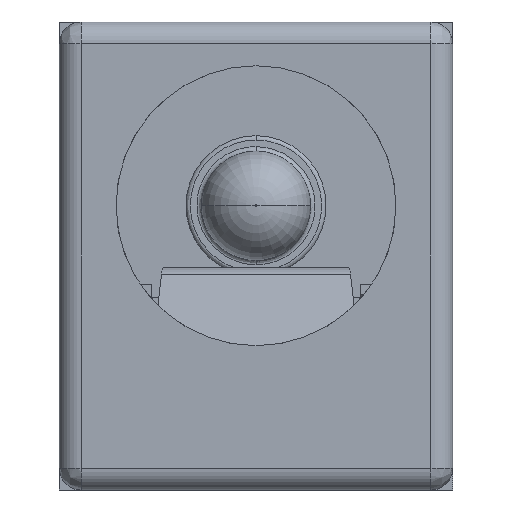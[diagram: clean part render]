
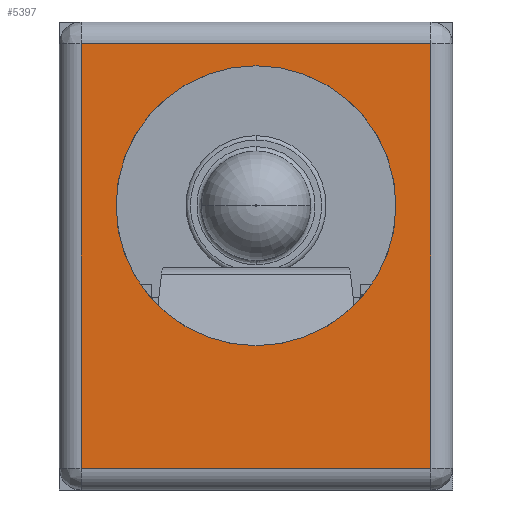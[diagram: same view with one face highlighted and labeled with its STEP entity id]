
A CAD part, front view. The second image highlights one B-rep face of the part: STEP entity #5397.
In plain terms, the highlighted planar face has unit normal (0, -1, 0).
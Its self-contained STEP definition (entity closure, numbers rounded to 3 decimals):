
#313 = VERTEX_POINT ( 'NONE', #5170 ) ;
#452 = CARTESIAN_POINT ( 'NONE',  ( 0., -3.5, 4.85 ) ) ;
#770 = CARTESIAN_POINT ( 'NONE',  ( 0., -3.5, 1.15 ) ) ;
#1330 = AXIS2_PLACEMENT_3D ( 'NONE', #2544, #8221, #4471 ) ;
#1423 = CARTESIAN_POINT ( 'NONE',  ( 4., -3.5, 4.85 ) ) ;
#1450 = DIRECTION ( 'NONE',  ( 0., 0., 1. ) ) ;
#1509 = EDGE_LOOP ( 'NONE', ( #7129, #2289, #4260, #5975 ) ) ;
#1612 = DIRECTION ( 'NONE',  ( 0., 1., 0. ) ) ;
#1639 = LINE ( 'NONE', #7448, #4998 ) ;
#1694 = AXIS2_PLACEMENT_3D ( 'NONE', #5400, #1612, #6032 ) ;
#1856 = EDGE_CURVE ( 'NONE', #313, #5982, #2635, .T. ) ;
#1915 = PLANE ( 'NONE',  #1330 ) ;
#2180 = VERTEX_POINT ( 'NONE', #5181 ) ;
#2212 = EDGE_CURVE ( 'NONE', #3898, #4090, #5284, .T. ) ;
#2289 = ORIENTED_EDGE ( 'NONE', *, *, #4548, .F. ) ;
#2544 = CARTESIAN_POINT ( 'NONE',  ( 0., -3.5, 0. ) ) ;
#2635 = LINE ( 'NONE', #8035, #5778 ) ;
#3125 = EDGE_LOOP ( 'NONE', ( #3614, #8170 ) ) ;
#3264 = CARTESIAN_POINT ( 'NONE',  ( 0., -3.5, -2.05 ) ) ;
#3614 = ORIENTED_EDGE ( 'NONE', *, *, #4159, .T. ) ;
#3699 = DIRECTION ( 'NONE',  ( 0., 0., 1. ) ) ;
#3898 = VERTEX_POINT ( 'NONE', #3264 ) ;
#3910 = VECTOR ( 'NONE', #4342, 1000. ) ;
#4090 = VERTEX_POINT ( 'NONE', #7828 ) ;
#4159 = EDGE_CURVE ( 'NONE', #4090, #3898, #5846, .T. ) ;
#4229 = FACE_OUTER_BOUND ( 'NONE', #1509, .T. ) ;
#4260 = ORIENTED_EDGE ( 'NONE', *, *, #7148, .F. ) ;
#4342 = DIRECTION ( 'NONE',  ( 1., 0., 0. ) ) ;
#4471 = DIRECTION ( 'NONE',  ( 0., 0., 1. ) ) ;
#4548 = EDGE_CURVE ( 'NONE', #7244, #313, #4955, .T. ) ;
#4955 = LINE ( 'NONE', #6607, #8092 ) ;
#4998 = VECTOR ( 'NONE', #3699, 1000. ) ;
#5170 = CARTESIAN_POINT ( 'NONE',  ( 4., -3.5, -4.85 ) ) ;
#5181 = CARTESIAN_POINT ( 'NONE',  ( -4., -3.5, 4.85 ) ) ;
#5238 = DIRECTION ( 'NONE',  ( 0., 1., 0. ) ) ;
#5284 = CIRCLE ( 'NONE', #6732, 3.2 ) ;
#5397 = ADVANCED_FACE ( 'NONE', ( #5899, #4229 ), #1915, .F. ) ;
#5400 = CARTESIAN_POINT ( 'NONE',  ( 0., -3.5, 1.15 ) ) ;
#5564 = LINE ( 'NONE', #452, #3910 ) ;
#5774 = EDGE_CURVE ( 'NONE', #5982, #2180, #1639, .T. ) ;
#5778 = VECTOR ( 'NONE', #6809, 1000. ) ;
#5846 = CIRCLE ( 'NONE', #1694, 3.2 ) ;
#5899 = FACE_BOUND ( 'NONE', #3125, .T. ) ;
#5975 = ORIENTED_EDGE ( 'NONE', *, *, #5774, .F. ) ;
#5982 = VERTEX_POINT ( 'NONE', #7016 ) ;
#6032 = DIRECTION ( 'NONE',  ( 0., 0., 1. ) ) ;
#6607 = CARTESIAN_POINT ( 'NONE',  ( 4., -3.5, 0. ) ) ;
#6732 = AXIS2_PLACEMENT_3D ( 'NONE', #770, #5238, #1450 ) ;
#6809 = DIRECTION ( 'NONE',  ( -1., 0., 0. ) ) ;
#7016 = CARTESIAN_POINT ( 'NONE',  ( -4., -3.5, -4.85 ) ) ;
#7129 = ORIENTED_EDGE ( 'NONE', *, *, #1856, .F. ) ;
#7148 = EDGE_CURVE ( 'NONE', #2180, #7244, #5564, .T. ) ;
#7244 = VERTEX_POINT ( 'NONE', #1423 ) ;
#7448 = CARTESIAN_POINT ( 'NONE',  ( -4., -3.5, 0. ) ) ;
#7828 = CARTESIAN_POINT ( 'NONE',  ( 0., -3.5, 4.35 ) ) ;
#7864 = DIRECTION ( 'NONE',  ( 0., 0., -1. ) ) ;
#8035 = CARTESIAN_POINT ( 'NONE',  ( 0., -3.5, -4.85 ) ) ;
#8092 = VECTOR ( 'NONE', #7864, 1000. ) ;
#8170 = ORIENTED_EDGE ( 'NONE', *, *, #2212, .T. ) ;
#8221 = DIRECTION ( 'NONE',  ( 0., 1., 0. ) ) ;
